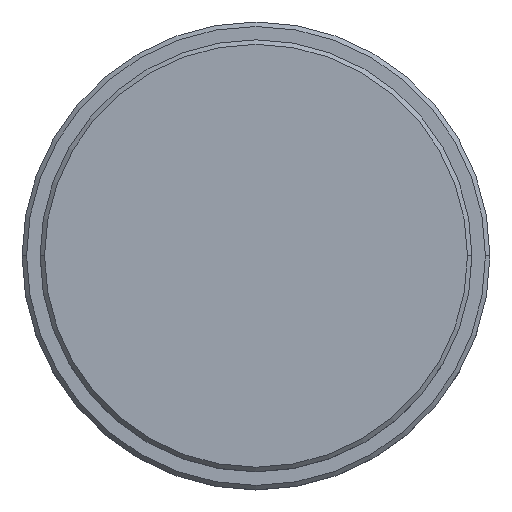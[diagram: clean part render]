
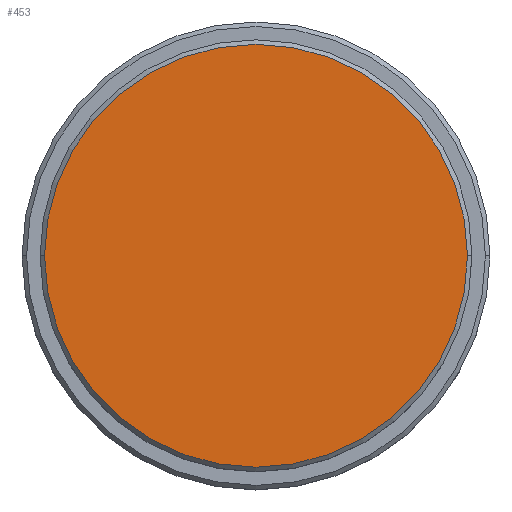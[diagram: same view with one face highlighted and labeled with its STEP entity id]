
A CAD part, top view. The second image highlights one B-rep face of the part: STEP entity #453.
In plain terms, the highlighted planar face has unit normal (0, 0, 1).
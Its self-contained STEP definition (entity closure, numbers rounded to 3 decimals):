
#17 = CARTESIAN_POINT ( 'NONE',  ( -23.5, 0., 0. ) ) ;
#242 = CARTESIAN_POINT ( 'NONE',  ( 0., 0., 0. ) ) ;
#324 = DIRECTION ( 'NONE',  ( 1., 0., 0. ) ) ;
#325 = FACE_OUTER_BOUND ( 'NONE', #1275, .T. ) ;
#352 = DIRECTION ( 'NONE',  ( 0., 0., 1. ) ) ;
#436 = CARTESIAN_POINT ( 'NONE',  ( 0., 0., 0. ) ) ;
#447 = CIRCLE ( 'NONE', #583, 23.5 ) ;
#453 = ADVANCED_FACE ( 'NONE', ( #325 ), #1298, .T. ) ;
#540 = VERTEX_POINT ( 'NONE', #17 ) ;
#556 = VERTEX_POINT ( 'NONE', #1118 ) ;
#583 = AXIS2_PLACEMENT_3D ( 'NONE', #242, #352, #324 ) ;
#666 = DIRECTION ( 'NONE',  ( 1., 0., 0. ) ) ;
#730 = ORIENTED_EDGE ( 'NONE', *, *, #851, .T. ) ;
#830 = ORIENTED_EDGE ( 'NONE', *, *, #898, .T. ) ;
#851 = EDGE_CURVE ( 'NONE', #540, #556, #447, .T. ) ;
#871 = DIRECTION ( 'NONE',  ( 0., 0., 1. ) ) ;
#879 = DIRECTION ( 'NONE',  ( 0., 0., 1. ) ) ;
#897 = DIRECTION ( 'NONE',  ( 1., 0., 0. ) ) ;
#898 = EDGE_CURVE ( 'NONE', #556, #540, #971, .T. ) ;
#971 = CIRCLE ( 'NONE', #1107, 23.5 ) ;
#1107 = AXIS2_PLACEMENT_3D ( 'NONE', #1208, #871, #666 ) ;
#1118 = CARTESIAN_POINT ( 'NONE',  ( 23.5, 0., 0. ) ) ;
#1132 = AXIS2_PLACEMENT_3D ( 'NONE', #436, #879, #897 ) ;
#1208 = CARTESIAN_POINT ( 'NONE',  ( 0., 0., 0. ) ) ;
#1275 = EDGE_LOOP ( 'NONE', ( #730, #830 ) ) ;
#1298 = PLANE ( 'NONE',  #1132 ) ;
